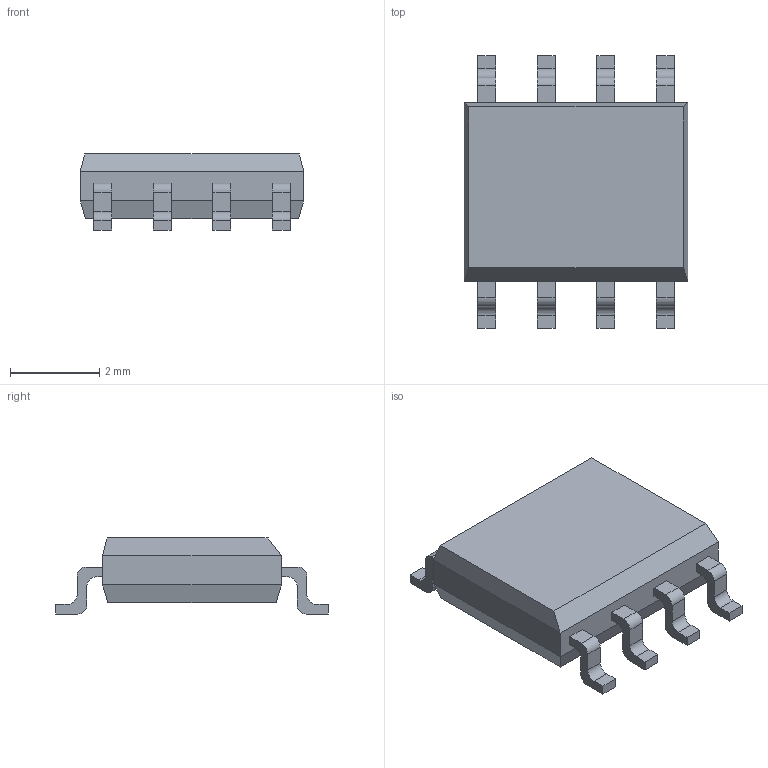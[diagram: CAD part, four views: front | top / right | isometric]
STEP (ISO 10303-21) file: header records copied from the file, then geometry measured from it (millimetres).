
FILE_DESCRIPTION(/* description */ (''),/* implementation_level */ '2;1');
FILE_NAME(/* name */ 'NT3H21111.step',/* time_stamp */ '2023-11-14T23:29:49+01:00',/* author */ (''),/* organization */ (''),/* preprocessor_version */ 'ST-DEVELOPER v20',/* originating_system */ 'Autodesk Translation Framework v12.14.0.127',/* authorisation */ '');
FILE_SCHEMA (('AUTOMOTIVE_DESIGN { 1 0 10303 214 3 1 1 }'));
Length unit declared in the file: millimetre
Products named in the file (10): (Unsaved); Component1; Component2; Component3; Component4; Component5; Component6; Component7; Component8; Component9
Assembly tree (9 placements, depth 2):
  (Unsaved)
    Component1
    Component2
    Component3
    Component4
    Component5
    Component6
    Component7
    Component8
    Component9
Bounding box: 5 x 6.1 x 1.7 mm (x, y, z)
Volume: 29.3 mm3; surface area: 80.8 mm2
Topology: 9 solids, 9 shells, 126 faces, 316 edges, 208 vertices
Faces by surface type: plane 94, cylinder 32
Entity records: 4063 total; most frequent: DIRECTION 670, CARTESIAN_POINT 669, ORIENTED_EDGE 632, EDGE_CURVE 316, LINE 252, VECTOR 252, AXIS2_PLACEMENT_3D 209, VERTEX_POINT 208
